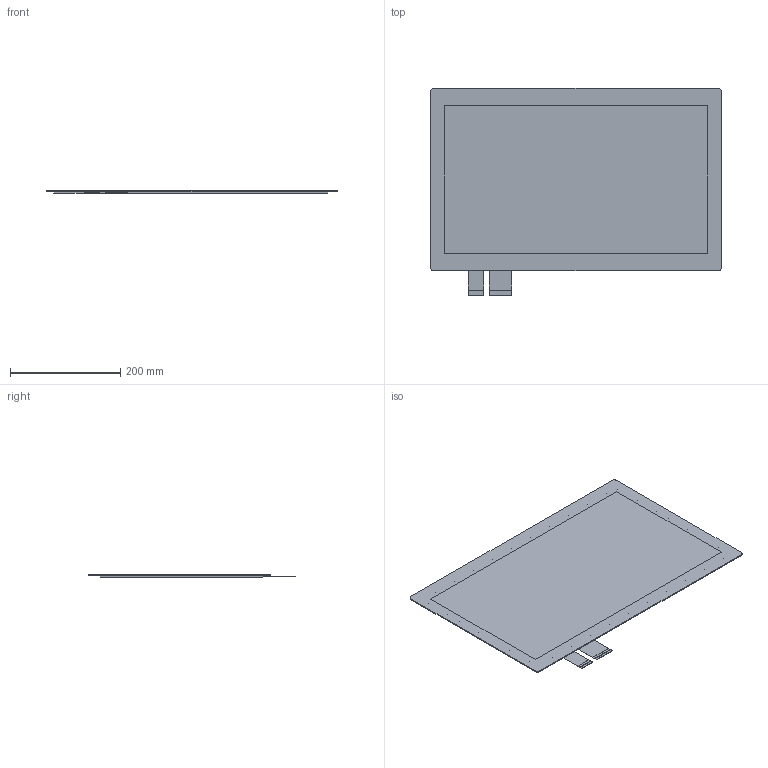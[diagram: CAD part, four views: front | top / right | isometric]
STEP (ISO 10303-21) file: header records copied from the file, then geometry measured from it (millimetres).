
FILE_DESCRIPTION(/* description */ (''),/* implementation_level */ '2;1');
FILE_NAME(/* name */ 'DUS-LA215WB060A2A.stp',/* time_stamp */ '2023-07-05T09:53:17+09:00',/* author */ ('n-hirata'),/* organization */ (''),/* preprocessor_version */ 'ST-DEVELOPER v18.1',/* originating_system */ 'Autodesk Inventor 2020',/* authorisation */ '');
FILE_SCHEMA (('CONFIG_CONTROL_DESIGN'));
Length unit declared in the file: millimetre
Products named in the file (1): DUS-LA215WB060A2A
Bounding box: 526.4 x 375.5 x 4.3 mm (x, y, z)
Volume: 664644.9 mm3; surface area: 618776.3 mm2
Topology: 1 solids, 2 shells, 584 faces, 1746 edges, 1184 vertices
Faces by surface type: plane 576, cylinder 8
Entity records: 19266 total; most frequent: CARTESIAN_POINT 3501, ORIENTED_EDGE 3464, DIRECTION 2918, EDGE_CURVE 1732, LINE 1716, VECTOR 1716, VERTEX_POINT 1156, AXIS2_PLACEMENT_3D 601
